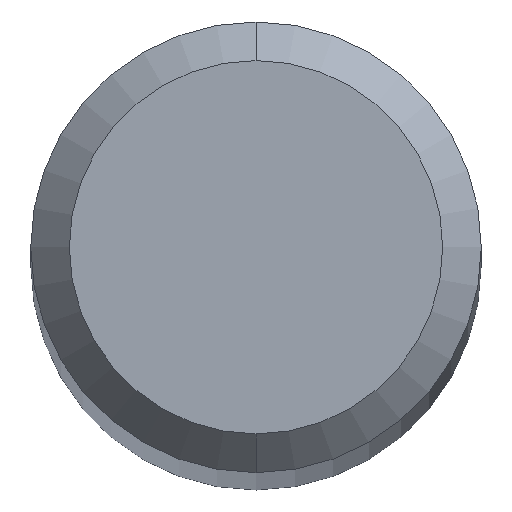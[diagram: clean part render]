
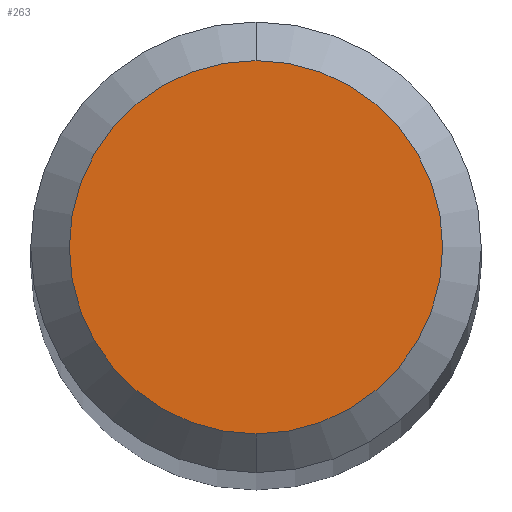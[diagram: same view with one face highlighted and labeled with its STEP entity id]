
A CAD part, top view. The second image highlights one B-rep face of the part: STEP entity #263.
In plain terms, the highlighted planar face has unit normal (0, 0, 1).
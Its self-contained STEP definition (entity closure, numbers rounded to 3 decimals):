
#263=ADVANCED_FACE('',(#627),#628,.T.);
#349=VERTEX_POINT('',#722);
#389=VERTEX_POINT('',#768);
#397=EDGE_CURVE('',#389,#349,#776,.T.);
#453=EDGE_CURVE('',#349,#389,#837,.T.);
#627=FACE_OUTER_BOUND('',#1036,.T.);
#628=PLANE('',#1037);
#722=CARTESIAN_POINT('',(0.0,1.45,0.0));
#768=CARTESIAN_POINT('',(0.,-1.45,0.0));
#776=CIRCLE('',#1369,1.45);
#837=CIRCLE('',#1485,1.45);
#1036=EDGE_LOOP('',(#1741,#1742));
#1037=AXIS2_PLACEMENT_3D('',#1743,#1744,#1745);
#1369=AXIS2_PLACEMENT_3D('',#1902,#1903,#1904);
#1485=AXIS2_PLACEMENT_3D('',#1970,#1971,#1972);
#1741=ORIENTED_EDGE('',*,*,#453,.F.);
#1742=ORIENTED_EDGE('',*,*,#397,.F.);
#1743=CARTESIAN_POINT('',(0.0,0.725,0.0));
#1744=DIRECTION('',(-0.0,0.0,1.0));
#1745=DIRECTION('',(0.0,-1.0,0.0));
#1902=CARTESIAN_POINT('',(0.0,0.0,0.0));
#1903=DIRECTION('',(0.0,0.0,-1.0));
#1904=DIRECTION('',(0.0,1.0,0.0));
#1970=CARTESIAN_POINT('',(0.0,0.0,0.0));
#1971=DIRECTION('',(0.0,0.0,-1.0));
#1972=DIRECTION('',(0.0,1.0,0.0));
